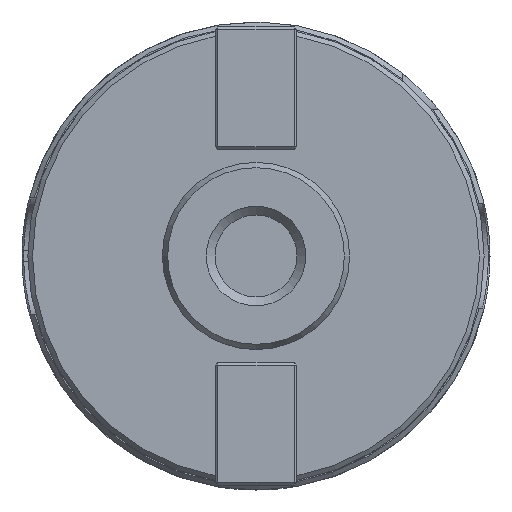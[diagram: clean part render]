
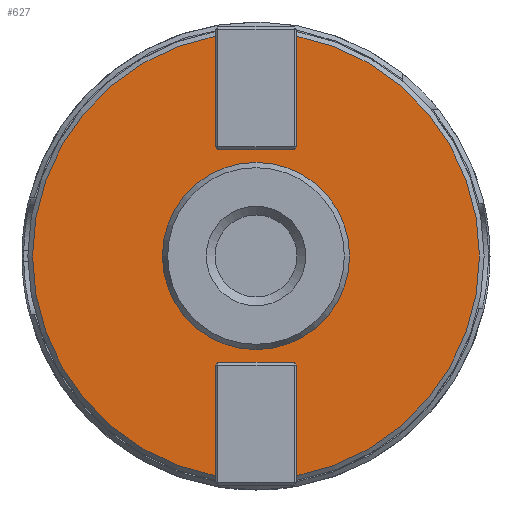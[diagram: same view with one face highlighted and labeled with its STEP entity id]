
A CAD part, left-side view. The second image highlights one B-rep face of the part: STEP entity #627.
In plain terms, the highlighted planar face has unit normal (-1, 0, 0).
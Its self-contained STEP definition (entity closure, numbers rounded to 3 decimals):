
#89=FACE_BOUND('',#924,.T.);
#90=FACE_BOUND('',#925,.T.);
#172=PLANE('',#2483);
#287=LINE('',#4206,#447);
#288=LINE('',#4208,#448);
#289=LINE('',#4210,#449);
#290=LINE('',#4212,#450);
#291=LINE('',#4214,#451);
#292=LINE('',#4218,#452);
#293=LINE('',#4220,#453);
#294=LINE('',#4222,#454);
#295=LINE('',#4224,#455);
#296=LINE('',#4226,#456);
#447=VECTOR('',#2912,1.);
#448=VECTOR('',#2913,1.);
#449=VECTOR('',#2914,1.);
#450=VECTOR('',#2915,1.);
#451=VECTOR('',#2916,1.);
#452=VECTOR('',#2919,1.);
#453=VECTOR('',#2920,1.);
#454=VECTOR('',#2921,1.);
#455=VECTOR('',#2922,1.);
#456=VECTOR('',#2923,1.);
#627=ADVANCED_FACE('',(#89,#90),#172,.F.);
#924=EDGE_LOOP('',(#1479,#1480,#1481,#1482,#1483,#1484,#1485,#1486,#1487,
#1488,#1489,#1490));
#925=EDGE_LOOP('',(#1491));
#1479=ORIENTED_EDGE('',*,*,#1931,.F.);
#1480=ORIENTED_EDGE('',*,*,#2135,.T.);
#1481=ORIENTED_EDGE('',*,*,#2136,.T.);
#1482=ORIENTED_EDGE('',*,*,#2137,.T.);
#1483=ORIENTED_EDGE('',*,*,#2138,.T.);
#1484=ORIENTED_EDGE('',*,*,#2139,.T.);
#1485=ORIENTED_EDGE('',*,*,#2140,.F.);
#1486=ORIENTED_EDGE('',*,*,#2141,.T.);
#1487=ORIENTED_EDGE('',*,*,#2142,.T.);
#1488=ORIENTED_EDGE('',*,*,#2143,.T.);
#1489=ORIENTED_EDGE('',*,*,#2144,.T.);
#1490=ORIENTED_EDGE('',*,*,#2145,.T.);
#1491=ORIENTED_EDGE('',*,*,#2146,.F.);
#1720=VERTEX_POINT('',#3171);
#1721=VERTEX_POINT('',#3173);
#1862=VERTEX_POINT('',#4207);
#1863=VERTEX_POINT('',#4209);
#1864=VERTEX_POINT('',#4211);
#1865=VERTEX_POINT('',#4213);
#1866=VERTEX_POINT('',#4215);
#1867=VERTEX_POINT('',#4217);
#1868=VERTEX_POINT('',#4219);
#1869=VERTEX_POINT('',#4221);
#1870=VERTEX_POINT('',#4223);
#1871=VERTEX_POINT('',#4225);
#1872=VERTEX_POINT('',#4228);
#1931=EDGE_CURVE('',#1720,#1721,#2253,.T.);
#2135=EDGE_CURVE('',#1720,#1862,#287,.T.);
#2136=EDGE_CURVE('',#1862,#1863,#288,.T.);
#2137=EDGE_CURVE('',#1863,#1864,#289,.T.);
#2138=EDGE_CURVE('',#1864,#1865,#290,.T.);
#2139=EDGE_CURVE('',#1865,#1866,#291,.T.);
#2140=EDGE_CURVE('',#1867,#1866,#2314,.T.);
#2141=EDGE_CURVE('',#1867,#1868,#292,.T.);
#2142=EDGE_CURVE('',#1868,#1869,#293,.T.);
#2143=EDGE_CURVE('',#1869,#1870,#294,.T.);
#2144=EDGE_CURVE('',#1870,#1871,#295,.T.);
#2145=EDGE_CURVE('',#1871,#1721,#296,.T.);
#2146=EDGE_CURVE('',#1872,#1872,#2315,.T.);
#2253=CIRCLE('',#2339,38.2);
#2314=CIRCLE('',#2481,38.2);
#2315=CIRCLE('',#2482,16.);
#2339=AXIS2_PLACEMENT_3D('',#3172,#2564,#2565);
#2481=AXIS2_PLACEMENT_3D('',#4216,#2917,#2918);
#2482=AXIS2_PLACEMENT_3D('',#4227,#2924,#2925);
#2483=AXIS2_PLACEMENT_3D('',#4229,#2926,#2927);
#2564=DIRECTION('',(1.,0.,0.));
#2565=DIRECTION('',(0.,0.,1.));
#2912=DIRECTION('',(0.,0.,1.));
#2913=DIRECTION('',(0.,-0.707,0.707));
#2914=DIRECTION('',(0.,-1.,0.));
#2915=DIRECTION('',(0.,-0.707,-0.707));
#2916=DIRECTION('',(0.,0.,-1.));
#2917=DIRECTION('',(1.,0.,0.));
#2918=DIRECTION('',(0.,0.,1.));
#2919=DIRECTION('',(0.,0.,-1.));
#2920=DIRECTION('',(0.,0.707,-0.707));
#2921=DIRECTION('',(0.,1.,0.));
#2922=DIRECTION('',(0.,0.707,0.707));
#2923=DIRECTION('',(0.,0.,1.));
#2924=DIRECTION('',(-1.,0.,0.));
#2925=DIRECTION('',(0.,0.,-1.));
#2926=DIRECTION('',(1.,0.,0.));
#2927=DIRECTION('',(0.,0.,-1.));
#3171=CARTESIAN_POINT('',(24.,7.,-37.553));
#3172=CARTESIAN_POINT('',(24.,0.,0.));
#3173=CARTESIAN_POINT('',(24.,7.,37.553));
#4206=CARTESIAN_POINT('',(24.,7.,38.2));
#4207=CARTESIAN_POINT('',(24.,7.,-18.7));
#4208=CARTESIAN_POINT('',(24.,-24.95,13.25));
#4209=CARTESIAN_POINT('',(24.,6.5,-18.2));
#4210=CARTESIAN_POINT('',(24.,0.,-18.2));
#4211=CARTESIAN_POINT('',(24.,-6.5,-18.2));
#4212=CARTESIAN_POINT('',(24.,24.95,13.25));
#4213=CARTESIAN_POINT('',(24.,-7.,-18.7));
#4214=CARTESIAN_POINT('',(24.,-7.,38.2));
#4215=CARTESIAN_POINT('',(24.,-7.,-37.553));
#4216=CARTESIAN_POINT('',(24.,0.,0.));
#4217=CARTESIAN_POINT('',(24.,-7.,37.553));
#4218=CARTESIAN_POINT('',(24.,-7.,38.2));
#4219=CARTESIAN_POINT('',(24.,-7.,18.7));
#4220=CARTESIAN_POINT('',(24.,-13.25,24.95));
#4221=CARTESIAN_POINT('',(24.,-6.5,18.2));
#4222=CARTESIAN_POINT('',(24.,0.,18.2));
#4223=CARTESIAN_POINT('',(24.,6.5,18.2));
#4224=CARTESIAN_POINT('',(24.,13.25,24.95));
#4225=CARTESIAN_POINT('',(24.,7.,18.7));
#4226=CARTESIAN_POINT('',(24.,7.,38.2));
#4227=CARTESIAN_POINT('',(24.,0.,0.));
#4228=CARTESIAN_POINT('',(24.,0.,-16.));
#4229=CARTESIAN_POINT('',(24.,0.,38.2));
